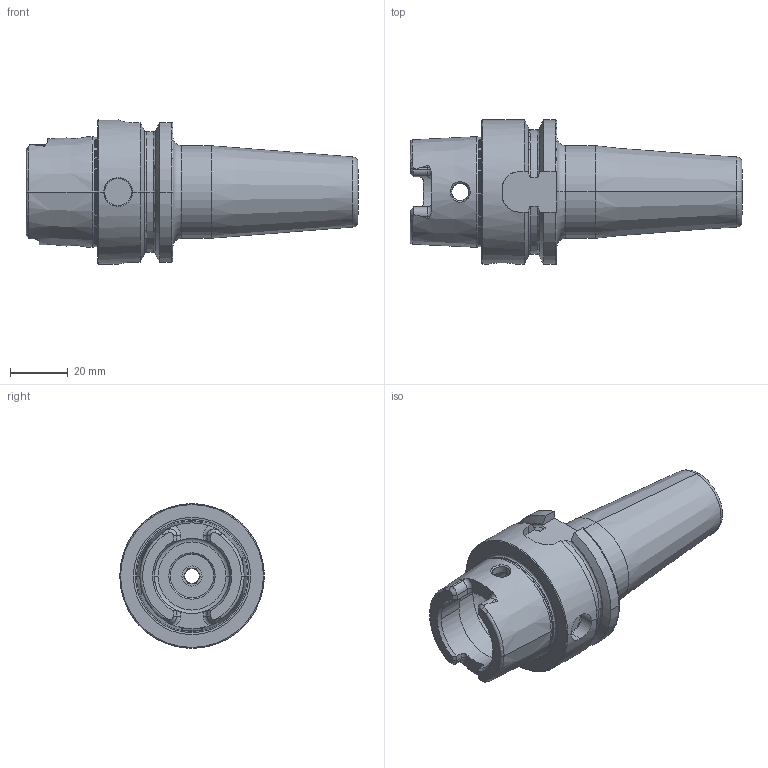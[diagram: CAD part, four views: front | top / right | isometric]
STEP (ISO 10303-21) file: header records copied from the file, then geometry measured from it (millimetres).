
FILE_DESCRIPTION (( 'STEP AP203' ), '1' );
FILE_NAME ('HA5.S12.K01.090.STEP', '2024-08-16T14:30:41', ( '' ), ( '' ), 'SwSTEP 2.0', 'SolidWorks 2022', '' );
FILE_SCHEMA (( 'CONFIG_CONTROL_DESIGN' ));
Length unit declared in the file: millimetre
Products named in the file (3): ERU-AN4.K01.020_A; HA5-S12.K01.090_A_Fertigbearbeitung; HA5.S12.K01.090
Assembly tree (2 placements, depth 2):
  HA5.S12.K01.090
    HA5-S12.K01.090_A_Fertigbearbeitung
    ERU-AN4.K01.020_A
Bounding box: 114.9 x 50 x 50 mm (x, y, z)
Volume: 85411.4 mm3; surface area: 23702.7 mm2
Topology: 2 solids, 2 shells, 227 faces, 570 edges, 349 vertices
Faces by surface type: plane 80, cylinder 59, torus 43, cone 41, bspline 4
Entity records: 8054 total; most frequent: CARTESIAN_POINT 2370, DIRECTION 1150, ORIENTED_EDGE 1140, EDGE_CURVE 570, AXIS2_PLACEMENT_3D 460, VERTEX_POINT 349, EDGE_LOOP 237, CIRCLE 232
